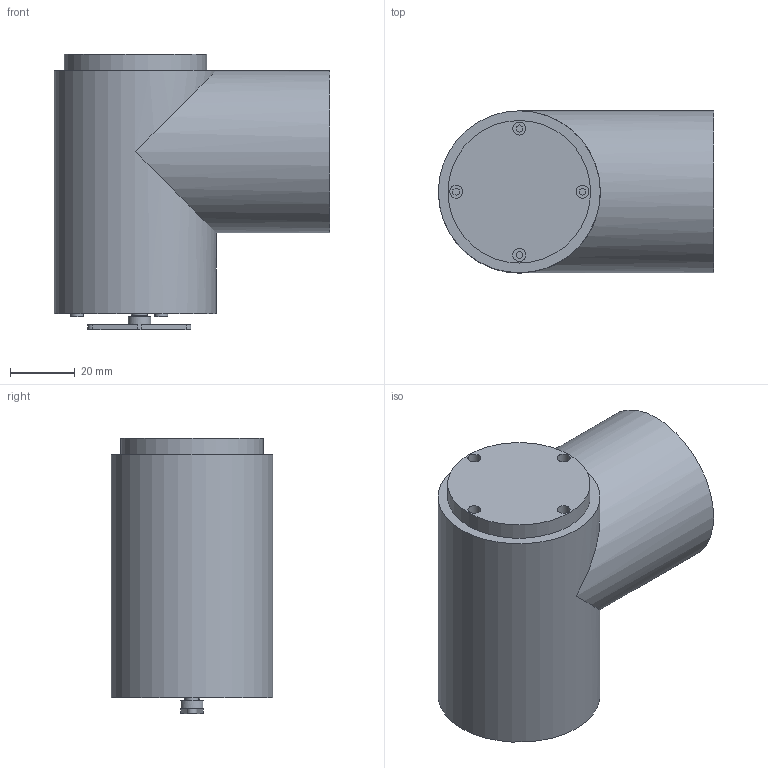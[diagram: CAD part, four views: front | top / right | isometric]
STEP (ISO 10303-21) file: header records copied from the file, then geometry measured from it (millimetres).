
FILE_DESCRIPTION(/* description */ (''),/* implementation_level */ '2;1');
FILE_NAME(/* name */ 'Eslabon 6 v5.step',/* time_stamp */ '2025-07-14T23:16:22-05:00',/* author */ (''),/* organization */ (''),/* preprocessor_version */ 'ST-DEVELOPER v20.1',/* originating_system */ 'Autodesk Translation Framework v14.10.0.0',/* authorisation */ '');
FILE_SCHEMA (('AUTOMOTIVE_DESIGN { 1 0 10303 214 3 1 1 }'));
Length unit declared in the file: millimetre
Products named in the file (7): Eslabon 6; Motor 4; Carcaza pequeña M456; Ensamble motor SG90; SERVO_MG905; SERVO_HORN; Tornillo M3x7.5
Assembly tree (11 placements, depth 3):
  Eslabon 6
    Motor 4
    Carcaza pequeña M456
    Tornillo M3x7.5  x6
    Ensamble motor SG90
      SERVO_MG905
      SERVO_HORN
Bounding box: 85 x 50 x 84.96 mm (x, y, z)
Volume: 141652.8 mm3; surface area: 41604 mm2
Topology: 10 solids, 10 shells, 341 faces, 894 edges, 593 vertices
Faces by surface type: plane 264, cylinder 66, cone 11
Full cylindrical faces by diameter (mm): 0.98 x12, 1.15 x3, 2 x3, 2.5 x1, 2.529 x9, 2.927 x6, 4 x10, 4.9 x2, 5 x1, 6 x1, 7 x1, 34 x1, 35 x1, 44 x3, 50 x2
Entity records: 9240 total; most frequent: DIRECTION 1595, CARTESIAN_POINT 1572, ORIENTED_EDGE 1530, EDGE_CURVE 765, LINE 533, VECTOR 533, AXIS2_PLACEMENT_3D 531, VERTEX_POINT 508
